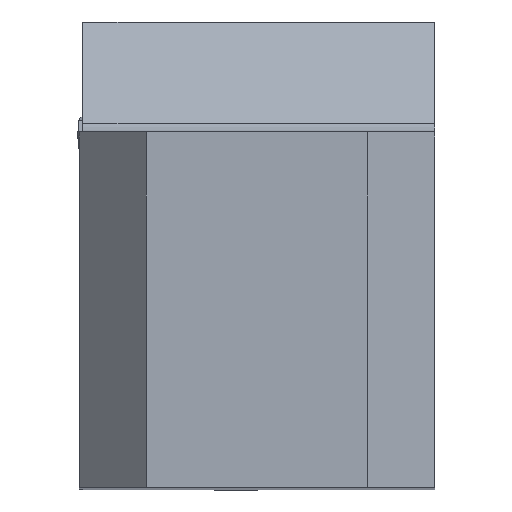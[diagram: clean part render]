
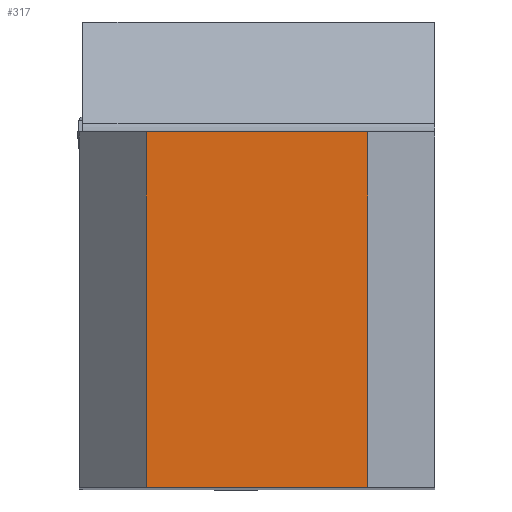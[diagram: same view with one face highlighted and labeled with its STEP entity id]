
A CAD part, top view. The second image highlights one B-rep face of the part: STEP entity #317.
In plain terms, the highlighted planar face has unit normal (0, 0, 1).
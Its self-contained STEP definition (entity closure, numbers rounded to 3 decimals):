
#317=ADVANCED_FACE('CU_BACK_SU1',(#486),#422,.F.);
#422=PLANE('',#2204);
#486=FACE_OUTER_BOUND('',#599,.T.);
#599=EDGE_LOOP('',(#858,#859,#860,#861));
#858=ORIENTED_EDGE('',*,*,#1581,.F.);
#859=ORIENTED_EDGE('',*,*,#1516,.T.);
#860=ORIENTED_EDGE('',*,*,#1582,.T.);
#861=ORIENTED_EDGE('',*,*,#1583,.T.);
#1320=VERTEX_POINT('',#2866);
#1321=VERTEX_POINT('',#2868);
#1361=VERTEX_POINT('',#3032);
#1362=VERTEX_POINT('',#3034);
#1516=EDGE_CURVE('',#1321,#1320,#1806,.T.);
#1581=EDGE_CURVE('',#1321,#1361,#1853,.T.);
#1582=EDGE_CURVE('',#1320,#1362,#1854,.T.);
#1583=EDGE_CURVE('',#1362,#1361,#1855,.T.);
#1806=LINE('',#2867,#1972);
#1853=LINE('',#3031,#2019);
#1854=LINE('',#3033,#2020);
#1855=LINE('',#3035,#2021);
#1972=VECTOR('',#2373,1.);
#2019=VECTOR('',#2498,1.);
#2020=VECTOR('',#2499,1.);
#2021=VECTOR('',#2500,1.);
#2204=AXIS2_PLACEMENT_3D('',#3036,#2501,#2502);
#2373=DIRECTION('',(1.,0.,0.));
#2498=DIRECTION('',(0.,1.,0.));
#2499=DIRECTION('',(0.,1.,0.));
#2500=DIRECTION('',(-1.,0.,0.));
#2501=DIRECTION('',(0.,0.,-1.));
#2502=DIRECTION('',(-1.,0.,0.));
#2866=CARTESIAN_POINT('',(-3.,0.,0.));
#2867=CARTESIAN_POINT('',(22.796,0.,0.));
#2868=CARTESIAN_POINT('',(-12.925,0.,0.));
#3031=CARTESIAN_POINT('',(-12.925,0.,0.));
#3032=CARTESIAN_POINT('',(-12.925,15.925,0.));
#3033=CARTESIAN_POINT('',(-3.,0.,0.));
#3034=CARTESIAN_POINT('',(-3.,15.925,0.));
#3035=CARTESIAN_POINT('',(22.796,15.925,0.));
#3036=CARTESIAN_POINT('',(22.796,35.925,0.));
